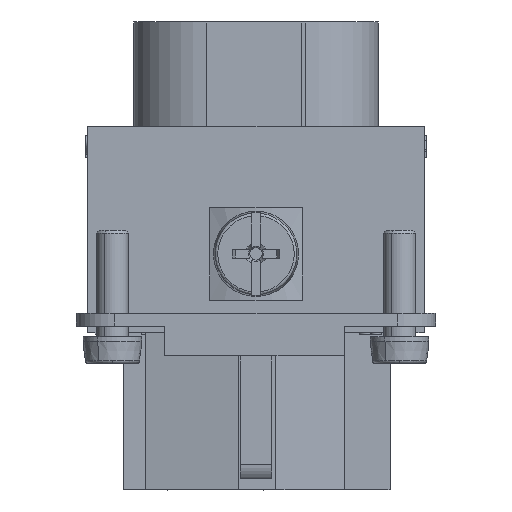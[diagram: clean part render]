
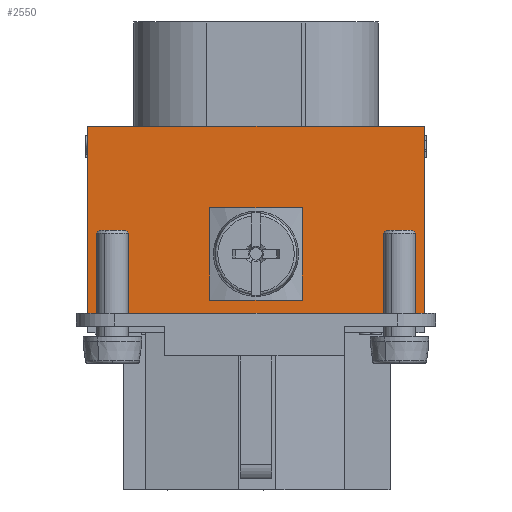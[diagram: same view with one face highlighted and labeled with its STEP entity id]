
A CAD part, front view. The second image highlights one B-rep face of the part: STEP entity #2550.
In plain terms, the highlighted planar face has unit normal (0, -1, 0).
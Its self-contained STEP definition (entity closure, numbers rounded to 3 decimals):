
#692=CIRCLE('',#19781,2.);
#1134=FACE_BOUND('',#5401,.T.);
#1135=FACE_BOUND('',#5402,.T.);
#2550=ADVANCED_FACE('',(#1134,#1135),#3684,.T.);
#3684=PLANE('',#19782);
#5401=EDGE_LOOP('',(#6840,#6841,#6842,#6843));
#5402=EDGE_LOOP('',(#6844));
#6840=ORIENTED_EDGE('',*,*,#14311,.T.);
#6841=ORIENTED_EDGE('',*,*,#14312,.F.);
#6842=ORIENTED_EDGE('',*,*,#14313,.T.);
#6843=ORIENTED_EDGE('',*,*,#14314,.T.);
#6844=ORIENTED_EDGE('',*,*,#14315,.F.);
#12430=VERTEX_POINT('',#25902);
#12431=VERTEX_POINT('',#25903);
#12432=VERTEX_POINT('',#25905);
#12433=VERTEX_POINT('',#25907);
#12434=VERTEX_POINT('',#25910);
#14311=EDGE_CURVE('',#12430,#12431,#17065,.T.);
#14312=EDGE_CURVE('',#12432,#12431,#17066,.T.);
#14313=EDGE_CURVE('',#12432,#12433,#17067,.T.);
#14314=EDGE_CURVE('',#12433,#12430,#17068,.T.);
#14315=EDGE_CURVE('',#12434,#12434,#692,.T.);
#17065=LINE('',#25901,#18359);
#17066=LINE('',#25904,#18360);
#17067=LINE('',#25906,#18361);
#17068=LINE('',#25908,#18362);
#18359=VECTOR('',#21276,1.);
#18360=VECTOR('',#21277,1.);
#18361=VECTOR('',#21278,1.);
#18362=VECTOR('',#21279,1.);
#19781=AXIS2_PLACEMENT_3D('',#25909,#21280,#21281);
#19782=AXIS2_PLACEMENT_3D('',#25911,#21282,#21283);
#21276=DIRECTION('',(1.,0.,0.));
#21277=DIRECTION('',(0.,0.,-1.));
#21278=DIRECTION('',(-1.,0.,0.));
#21279=DIRECTION('',(0.,0.,-1.));
#21280=DIRECTION('',(0.,-1.,0.));
#21281=DIRECTION('',(-1.,0.,0.));
#21282=DIRECTION('',(0.,-1.,0.));
#21283=DIRECTION('',(0.,0.,-1.));
#25901=CARTESIAN_POINT('',(23.3,0.,1.8));
#25902=CARTESIAN_POINT('',(0.,0.,
1.8));
#25903=CARTESIAN_POINT('',(31.6,0.,1.8));
#25904=CARTESIAN_POINT('',(31.6,0.,19.4));
#25905=CARTESIAN_POINT('',(31.6,0.,19.4));
#25906=CARTESIAN_POINT('',(15.8,0.,19.4));
#25907=CARTESIAN_POINT('',(0.,0.,
19.4));
#25908=CARTESIAN_POINT('',(0.,0.,
19.4));
#25909=CARTESIAN_POINT('',(15.8,0.,7.4));
#25910=CARTESIAN_POINT('',(13.8,0.,7.4));
#25911=CARTESIAN_POINT('',(15.8,0.,0.));
